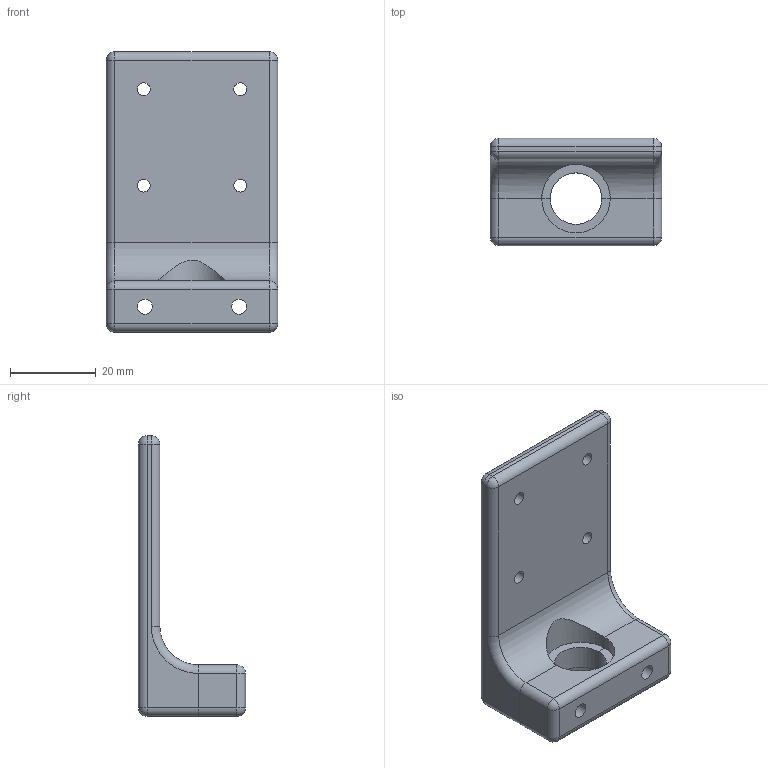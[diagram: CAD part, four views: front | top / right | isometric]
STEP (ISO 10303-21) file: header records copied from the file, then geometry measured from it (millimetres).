
FILE_DESCRIPTION(/* description */ (''),/* implementation_level */ '2;1');
FILE_NAME(/* name */ 'x-carriage-clamp.step',/* time_stamp */ '2024-04-10T21:16:35+05:30',/* author */ (''),/* organization */ (''),/* preprocessor_version */ 'ST-DEVELOPER v20',/* originating_system */ 'Autodesk Translation Framework v12.20.1.177',/* authorisation */ '');
FILE_SCHEMA (('AUTOMOTIVE_DESIGN { 1 0 10303 214 3 1 1 }'));
Length unit declared in the file: millimetre
Products named in the file (1): x-carriage-clamp
Bounding box: 40 x 25 x 65.5 mm (x, y, z)
Volume: 20300.5 mm3; surface area: 9339.4 mm2
Topology: 2 solids, 2 shells, 65 faces, 151 edges, 90 vertices
Faces by surface type: cylinder 34, plane 19, sphere 10, torus 2
Full cylindrical faces by diameter (mm): 3 x4, 3.5 x4
Entity records: 1931 total; most frequent: DIRECTION 353, CARTESIAN_POINT 329, ORIENTED_EDGE 302, EDGE_CURVE 151, AXIS2_PLACEMENT_3D 137, VERTEX_POINT 90, EDGE_LOOP 81, LINE 79
